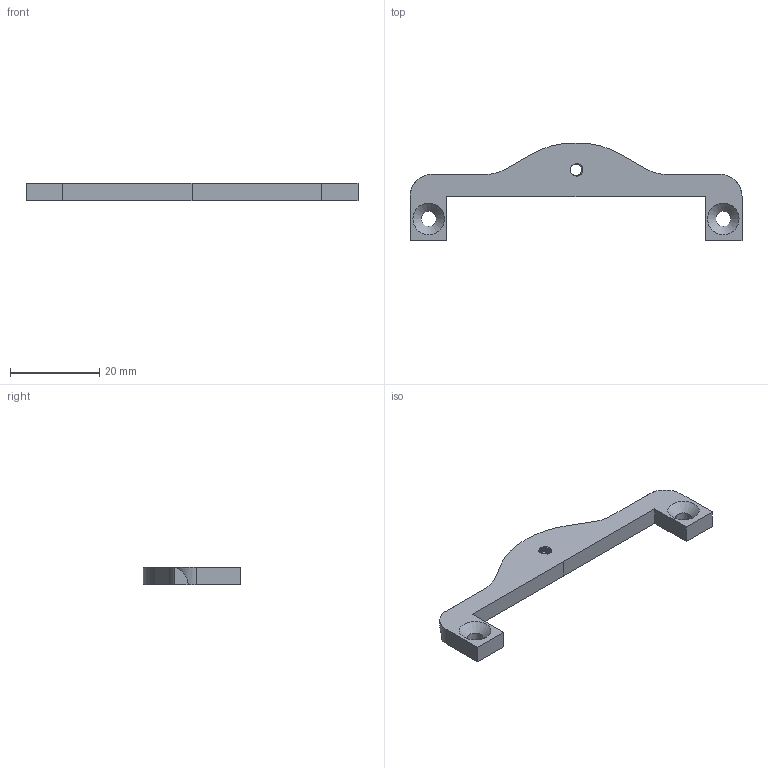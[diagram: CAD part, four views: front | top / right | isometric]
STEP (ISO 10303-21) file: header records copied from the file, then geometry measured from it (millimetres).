
FILE_DESCRIPTION(('FreeCAD Model'),'2;1');
FILE_NAME('Open CASCADE Shape Model','2023-07-02T19:02:52',(''),(''), 'Open CASCADE STEP processor 7.6','FreeCAD','Unknown');
FILE_SCHEMA(('AUTOMOTIVE_DESIGN { 1 0 10303 214 1 1 1 1 }'));
Length unit declared in the file: millimetre
Products named in the file (1): Mirrored126
Bounding box: 74.4 x 21.94 x 4 mm (x, y, z)
Volume: 2463.1 mm3; surface area: 2220.3 mm2
Topology: 1 solids, 1 shells, 63 faces, 153 edges, 92 vertices
Faces by surface type: bspline 24, plane 18, cylinder 18, cone 3
Full cylindrical faces by diameter (mm): 2.6 x6, 3.4 x2
Entity records: 8751 total; most frequent: CARTESIAN_POINT 5949, DIRECTION 402, ORIENTED_EDGE 306, PCURVE 306, DEFINITIONAL_REPRESENTATION 306, LINE 256, VECTOR 256, B_SPLINE_CURVE_WITH_KNOTS 158
